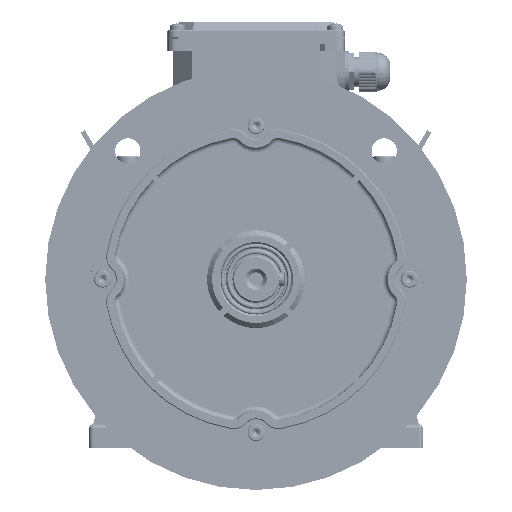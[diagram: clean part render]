
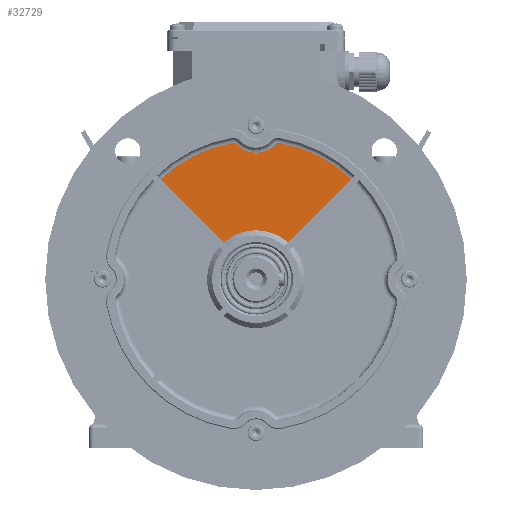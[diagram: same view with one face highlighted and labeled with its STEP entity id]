
A CAD part, front view. The second image highlights one B-rep face of the part: STEP entity #32729.
In plain terms, the highlighted planar face has unit normal (0, -1, 0).
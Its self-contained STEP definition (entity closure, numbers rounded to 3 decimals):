
#645 = AXIS2_PLACEMENT_3D ( 'NONE', #98971, #19393, #114066 ) ;
#1966 = VECTOR ( 'NONE', #111514, 1000. ) ;
#2470 = CIRCLE ( 'NONE', #645, 2. ) ;
#4623 = DIRECTION ( 'NONE',  ( 0., 0., -1. ) ) ;
#11234 = EDGE_CURVE ( 'NONE', #119051, #29699, #86618, .T. ) ;
#18359 = CARTESIAN_POINT ( 'NONE',  ( -82., 4., 0. ) ) ;
#19393 = DIRECTION ( 'NONE',  ( 0., -1., 0. ) ) ;
#22208 = ORIENTED_EDGE ( 'NONE', *, *, #169102, .T. ) ;
#22238 = AXIS2_PLACEMENT_3D ( 'NONE', #18359, #85092, #123586 ) ;
#26865 = ORIENTED_EDGE ( 'NONE', *, *, #100805, .T. ) ;
#27032 = CARTESIAN_POINT ( 'NONE',  ( 13.645, 4., 80.857 ) ) ;
#28604 = ORIENTED_EDGE ( 'NONE', *, *, #76163, .T. ) ;
#29699 = VERTEX_POINT ( 'NONE', #79552 ) ;
#31635 = AXIS2_PLACEMENT_3D ( 'NONE', #135843, #82239, #54364 ) ;
#31854 = EDGE_CURVE ( 'NONE', #158019, #85833, #85230, .T. ) ;
#32178 = ORIENTED_EDGE ( 'NONE', *, *, #99029, .F. ) ;
#32729 = ADVANCED_FACE ( 'NONE', ( #89454 ), #138107, .F. ) ;
#33297 = DIRECTION ( 'NONE',  ( 0., 0., -1. ) ) ;
#35857 = CIRCLE ( 'NONE', #91970, 29. ) ;
#37140 = VERTEX_POINT ( 'NONE', #91575 ) ;
#37579 = DIRECTION ( 'NONE',  ( 0., 0., 1. ) ) ;
#38666 = CARTESIAN_POINT ( 'NONE',  ( -19.043, 4., 21.871 ) ) ;
#39685 = CARTESIAN_POINT ( 'NONE',  ( 56.551, 4., 59.38 ) ) ;
#40190 = ORIENTED_EDGE ( 'NONE', *, *, #65118, .T. ) ;
#42617 = EDGE_CURVE ( 'NONE', #84242, #37140, #101611, .T. ) ;
#44538 = CARTESIAN_POINT ( 'NONE',  ( 58.673, 4., 61.502 ) ) ;
#46086 = CIRCLE ( 'NONE', #138103, 2. ) ;
#48250 = CARTESIAN_POINT ( 'NONE',  ( 0., 4., 0. ) ) ;
#52147 = CARTESIAN_POINT ( 'NONE',  ( 19.043, 4., 21.871 ) ) ;
#53441 = VERTEX_POINT ( 'NONE', #38666 ) ;
#54364 = DIRECTION ( 'NONE',  ( 0., 0., 1. ) ) ;
#56795 = ORIENTED_EDGE ( 'NONE', *, *, #105099, .T. ) ;
#57739 = ORIENTED_EDGE ( 'NONE', *, *, #108966, .T. ) ;
#57860 = DIRECTION ( 'NONE',  ( 0., -1., 0. ) ) ;
#59994 = CARTESIAN_POINT ( 'NONE',  ( -16.916, 4., 19.745 ) ) ;
#61073 = DIRECTION ( 'NONE',  ( 0., -1., 0. ) ) ;
#61080 = CIRCLE ( 'NONE', #172320, 2. ) ;
#65118 = EDGE_CURVE ( 'NONE', #89733, #53441, #166495, .T. ) ;
#67331 = CARTESIAN_POINT ( 'NONE',  ( -13.312, 4., 80.885 ) ) ;
#69908 = DIRECTION ( 'NONE',  ( 0., 0., 1. ) ) ;
#72721 = VECTOR ( 'NONE', #75079, 1000. ) ;
#75079 = DIRECTION ( 'NONE',  ( 0.707, 0., -0.707 ) ) ;
#76163 = EDGE_CURVE ( 'NONE', #109235, #90825, #46086, .T. ) ;
#77011 = CARTESIAN_POINT ( 'NONE',  ( 0., 4., 0. ) ) ;
#79552 = CARTESIAN_POINT ( 'NONE',  ( 11.833, 4., 80.231 ) ) ;
#82239 = DIRECTION ( 'NONE',  ( 0., -1., 0. ) ) ;
#82493 = DIRECTION ( 'NONE',  ( 0., -1., 0. ) ) ;
#84242 = VERTEX_POINT ( 'NONE', #52147 ) ;
#85092 = DIRECTION ( 'NONE',  ( 0., 1., 0. ) ) ;
#85230 = CIRCLE ( 'NONE', #162624, 82. ) ;
#85833 = VERTEX_POINT ( 'NONE', #27032 ) ;
#86618 = CIRCLE ( 'NONE', #31635, 2. ) ;
#87139 = CIRCLE ( 'NONE', #126751, 82. ) ;
#89454 = FACE_OUTER_BOUND ( 'NONE', #167380, .T. ) ;
#89733 = VERTEX_POINT ( 'NONE', #149454 ) ;
#90825 = VERTEX_POINT ( 'NONE', #67331 ) ;
#91575 = CARTESIAN_POINT ( 'NONE',  ( 0., 4., 29. ) ) ;
#91970 = AXIS2_PLACEMENT_3D ( 'NONE', #147747, #82493, #4623 ) ;
#92205 = DIRECTION ( 'NONE',  ( 0., -1., 0. ) ) ;
#98971 = CARTESIAN_POINT ( 'NONE',  ( -13.312, 4., 78.885 ) ) ;
#99029 = EDGE_CURVE ( 'NONE', #37140, #53441, #35857, .T. ) ;
#100805 = EDGE_CURVE ( 'NONE', #84242, #158019, #131037, .T. ) ;
#101611 = CIRCLE ( 'NONE', #102429, 29. ) ;
#102429 = AXIS2_PLACEMENT_3D ( 'NONE', #48250, #61073, #33297 ) ;
#105099 = EDGE_CURVE ( 'NONE', #29699, #109235, #127757, .T. ) ;
#108192 = CARTESIAN_POINT ( 'NONE',  ( 13.312, 4., 80.885 ) ) ;
#108966 = EDGE_CURVE ( 'NONE', #126235, #89733, #87139, .T. ) ;
#109235 = VERTEX_POINT ( 'NONE', #163546 ) ;
#111514 = DIRECTION ( 'NONE',  ( 0.707, 0., 0.707 ) ) ;
#114066 = DIRECTION ( 'NONE',  ( 0., 0., 1. ) ) ;
#117281 = ORIENTED_EDGE ( 'NONE', *, *, #11234, .T. ) ;
#119051 = VERTEX_POINT ( 'NONE', #108192 ) ;
#123586 = DIRECTION ( 'NONE',  ( 0., 0., 1. ) ) ;
#123850 = AXIS2_PLACEMENT_3D ( 'NONE', #136289, #149689, #69908 ) ;
#126235 = VERTEX_POINT ( 'NONE', #133279 ) ;
#126751 = AXIS2_PLACEMENT_3D ( 'NONE', #146080, #132156, #157270 ) ;
#127757 = CIRCLE ( 'NONE', #123850, 16. ) ;
#130292 = EDGE_CURVE ( 'NONE', #90825, #126235, #2470, .T. ) ;
#131037 = LINE ( 'NONE', #44538, #1966 ) ;
#132156 = DIRECTION ( 'NONE',  ( 0., -1., 0. ) ) ;
#133279 = CARTESIAN_POINT ( 'NONE',  ( -13.645, 4., 80.857 ) ) ;
#135843 = CARTESIAN_POINT ( 'NONE',  ( 13.312, 4., 78.885 ) ) ;
#136289 = CARTESIAN_POINT ( 'NONE',  ( 0., 4., 91. ) ) ;
#136363 = ORIENTED_EDGE ( 'NONE', *, *, #31854, .T. ) ;
#137642 = CARTESIAN_POINT ( 'NONE',  ( -13.312, 4., 78.885 ) ) ;
#138103 = AXIS2_PLACEMENT_3D ( 'NONE', #137642, #57860, #151054 ) ;
#138107 = PLANE ( 'NONE',  #22238 ) ;
#138977 = ORIENTED_EDGE ( 'NONE', *, *, #42617, .F. ) ;
#145729 = CARTESIAN_POINT ( 'NONE',  ( 13.312, 4., 78.885 ) ) ;
#146080 = CARTESIAN_POINT ( 'NONE',  ( 0., 4., 0. ) ) ;
#147747 = CARTESIAN_POINT ( 'NONE',  ( 0., 4., 0. ) ) ;
#149454 = CARTESIAN_POINT ( 'NONE',  ( -56.551, 4., 59.38 ) ) ;
#149689 = DIRECTION ( 'NONE',  ( 0., 1., 0. ) ) ;
#151054 = DIRECTION ( 'NONE',  ( 0., 0., 1. ) ) ;
#155725 = DIRECTION ( 'NONE',  ( 0., 0., -1. ) ) ;
#156882 = DIRECTION ( 'NONE',  ( 0., -1., 0. ) ) ;
#157270 = DIRECTION ( 'NONE',  ( 0., 0., -1. ) ) ;
#158019 = VERTEX_POINT ( 'NONE', #39685 ) ;
#162624 = AXIS2_PLACEMENT_3D ( 'NONE', #77011, #156882, #155725 ) ;
#163546 = CARTESIAN_POINT ( 'NONE',  ( -11.833, 4., 80.231 ) ) ;
#166495 = LINE ( 'NONE', #59994, #72721 ) ;
#167380 = EDGE_LOOP ( 'NONE', ( #56795, #28604, #172575, #57739, #40190, #32178, #138977, #26865, #136363, #22208, #117281 ) ) ;
#169102 = EDGE_CURVE ( 'NONE', #85833, #119051, #61080, .T. ) ;
#172320 = AXIS2_PLACEMENT_3D ( 'NONE', #145729, #92205, #37579 ) ;
#172575 = ORIENTED_EDGE ( 'NONE', *, *, #130292, .T. ) ;
